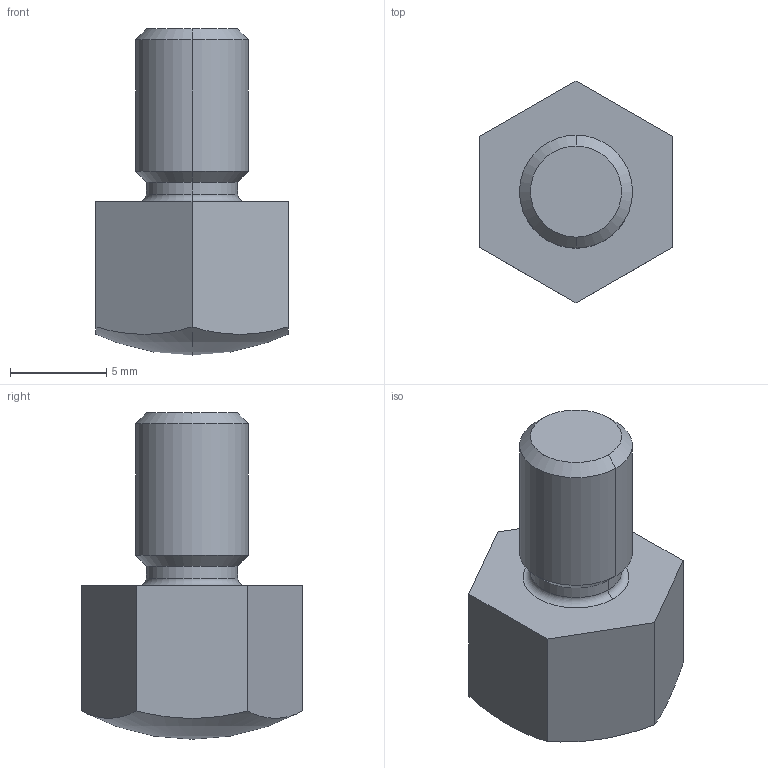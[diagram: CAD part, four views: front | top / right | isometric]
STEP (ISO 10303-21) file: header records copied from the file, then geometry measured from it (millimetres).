
FILE_DESCRIPTION((''),'2;1');
FILE_NAME('ILCM44210600','2014-01-15T',('act'),(''),'PRO/ENGINEER BY PARAMETRIC TECHNOLOGY CORPORATION, 2013320','PRO/ENGINEER BY PARAMETRIC TECHNOLOGY CORPORATION, 2013320','');
FILE_SCHEMA(('AUTOMOTIVE_DESIGN { 1 0 10303 214 1 1 1 1 }'));
Length unit declared in the file: millimetre
Products named in the file (1): ILCM44210600
Bounding box: 10 x 11.55 x 17 mm (x, y, z)
Volume: 871 mm3; surface area: 698.2 mm2
Topology: 1 solids, 2 shells, 22 faces, 50 edges, 29 vertices
Faces by surface type: plane 8, cylinder 6, cone 4, torus 2, sphere 2
Entity records: 1097 total; most frequent: DIRECTION 120, CARTESIAN_POINT 102, ORIENTED_EDGE 92, PROPERTY_DEFINITION 53, REPRESENTATION 51, PROPERTY_DEFINITION_REPRESENTATION 51, PRESENTATION_STYLE_ASSIGNMENT 50, STYLED_ITEM 50
